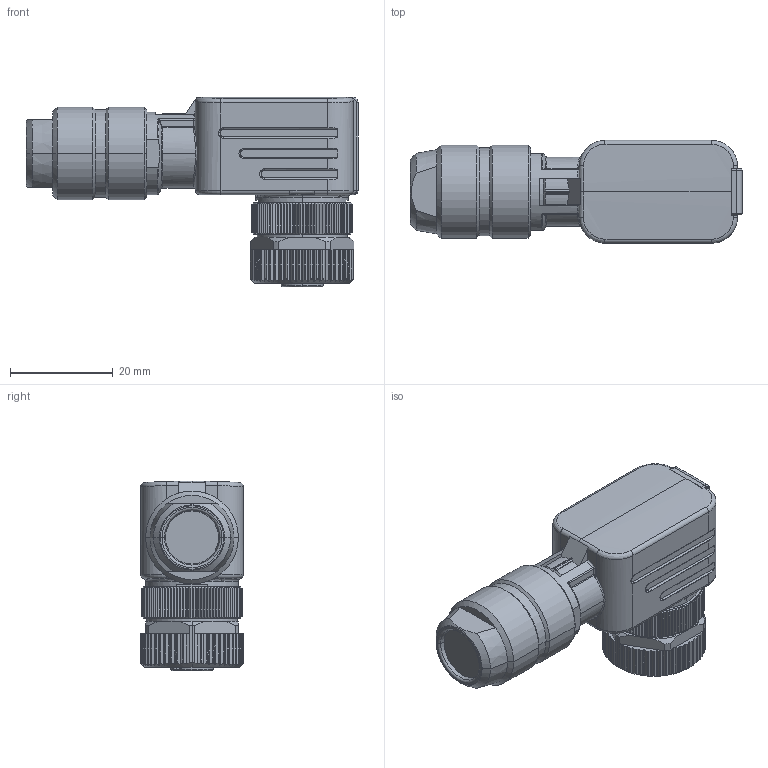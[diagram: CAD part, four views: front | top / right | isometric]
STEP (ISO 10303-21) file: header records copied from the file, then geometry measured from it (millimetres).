
FILE_DESCRIPTION((''),'2;1');
FILE_NAME('CAD-2015A','2021-11-24T08:21:03',('creinig-se'),(''),'CREO PARAMETRIC BY PTC INC, 2019292','CREO PARAMETRIC BY PTC INC, 2019292','');
FILE_SCHEMA(('CONFIG_CONTROL_DESIGN','SHAPE_APPEARANCE_LAYERS_GROUPS'));
Length unit declared in the file: millimetre
Products named in the file (1): CAD-2015A
Bounding box: 64.7 x 20.16 x 37 mm (x, y, z)
Volume: 22954.8 mm3; surface area: 7019.7 mm2
Topology: 2 solids, 2 shells, 1048 faces, 2583 edges, 1544 vertices
Faces by surface type: plane 426, cylinder 312, cone 240, torus 47, bspline 18, sphere 5
Entity records: 41929 total; most frequent: CARTESIAN_POINT 9490, ORIENTED_EDGE 5148, DIRECTION 4778, PRESENTATION_STYLE_ASSIGNMENT 2651, STYLED_ITEM 2576, CURVE_STYLE 2574, EDGE_CURVE 2574, AXIS2_PLACEMENT_3D 1893
